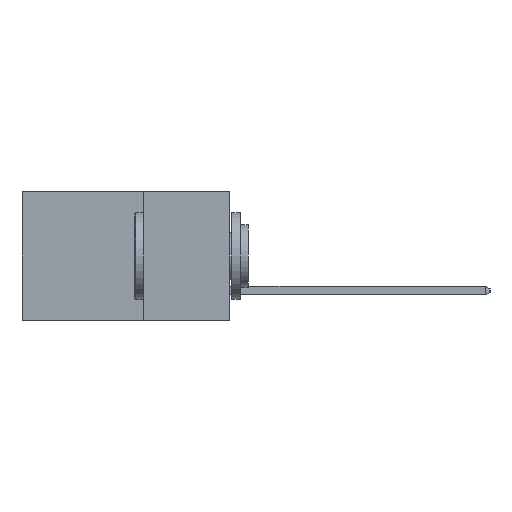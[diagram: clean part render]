
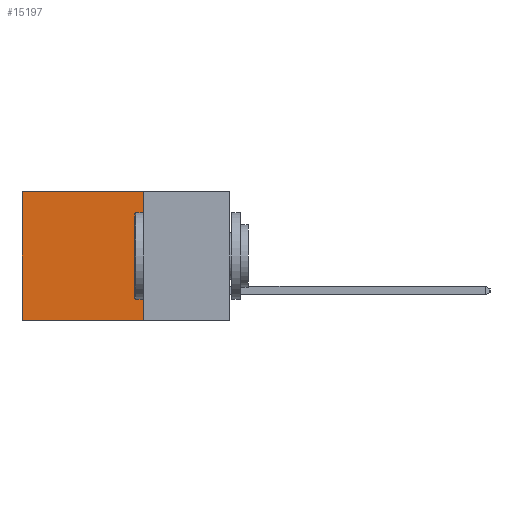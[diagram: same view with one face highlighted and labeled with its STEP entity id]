
A CAD part, left-side view. The second image highlights one B-rep face of the part: STEP entity #15197.
In plain terms, the highlighted planar face has unit normal (-1, 0, 0).
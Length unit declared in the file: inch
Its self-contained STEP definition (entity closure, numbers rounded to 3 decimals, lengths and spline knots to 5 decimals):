
#192 = VERTEX_POINT ( 'NONE', #22936 ) ;
#339 = EDGE_CURVE ( 'NONE', #3568, #20667, #25633, .T. ) ;
#881 = CARTESIAN_POINT ( 'NONE',  ( 0.298, 0.6, 0. ) ) ;
#2543 = EDGE_CURVE ( 'NONE', #192, #13925, #19777, .T. ) ;
#3126 = CARTESIAN_POINT ( 'NONE',  ( 0.298, 0.25, -0.37 ) ) ;
#3568 = VERTEX_POINT ( 'NONE', #20247 ) ;
#4547 = LINE ( 'NONE', #21628, #15371 ) ;
#4575 = DIRECTION ( 'NONE',  ( 0., 1., 0. ) ) ;
#5473 = PLANE ( 'NONE',  #8646 ) ;
#7570 = DIRECTION ( 'NONE',  ( 0., 0., -1. ) ) ;
#8646 = AXIS2_PLACEMENT_3D ( 'NONE', #13566, #19587, #7570 ) ;
#8843 = DIRECTION ( 'NONE',  ( 0., 0., -1. ) ) ;
#9120 = VECTOR ( 'NONE', #8843, 39.37008 ) ;
#9688 = DIRECTION ( 'NONE',  ( 0., 1., 0. ) ) ;
#9828 = LINE ( 'NONE', #14723, #20466 ) ;
#10495 = EDGE_CURVE ( 'NONE', #13925, #20667, #9828, .T. ) ;
#11259 = FACE_OUTER_BOUND ( 'NONE', #12481, .T. ) ;
#12481 = EDGE_LOOP ( 'NONE', ( #23829, #19662, #19360, #26170 ) ) ;
#13566 = CARTESIAN_POINT ( 'NONE',  ( 0.298, 0.25, 0. ) ) ;
#13925 = VERTEX_POINT ( 'NONE', #3126 ) ;
#14093 = CARTESIAN_POINT ( 'NONE',  ( 0.298, 0.25, 0. ) ) ;
#14723 = CARTESIAN_POINT ( 'NONE',  ( 0.298, 0.25, -0.37 ) ) ;
#15197 = ADVANCED_FACE ( 'NONE', ( #11259 ), #5473, .F. ) ;
#15226 = EDGE_CURVE ( 'NONE', #192, #3568, #4547, .T. ) ;
#15371 = VECTOR ( 'NONE', #9688, 39.37008 ) ;
#18595 = CARTESIAN_POINT ( 'NONE',  ( 0.298, 0.6, -0.37 ) ) ;
#19360 = ORIENTED_EDGE ( 'NONE', *, *, #2543, .F. ) ;
#19587 = DIRECTION ( 'NONE',  ( 1., 0., 0. ) ) ;
#19662 = ORIENTED_EDGE ( 'NONE', *, *, #10495, .F. ) ;
#19777 = LINE ( 'NONE', #14093, #9120 ) ;
#20247 = CARTESIAN_POINT ( 'NONE',  ( 0.298, 0.6, 0. ) ) ;
#20466 = VECTOR ( 'NONE', #4575, 39.37008 ) ;
#20667 = VERTEX_POINT ( 'NONE', #18595 ) ;
#21628 = CARTESIAN_POINT ( 'NONE',  ( 0.298, 0.25, 0. ) ) ;
#22936 = CARTESIAN_POINT ( 'NONE',  ( 0.298, 0.25, 0. ) ) ;
#23526 = DIRECTION ( 'NONE',  ( 0., 0., -1. ) ) ;
#23829 = ORIENTED_EDGE ( 'NONE', *, *, #339, .T. ) ;
#25040 = VECTOR ( 'NONE', #23526, 39.37008 ) ;
#25633 = LINE ( 'NONE', #881, #25040 ) ;
#26170 = ORIENTED_EDGE ( 'NONE', *, *, #15226, .T. ) ;
